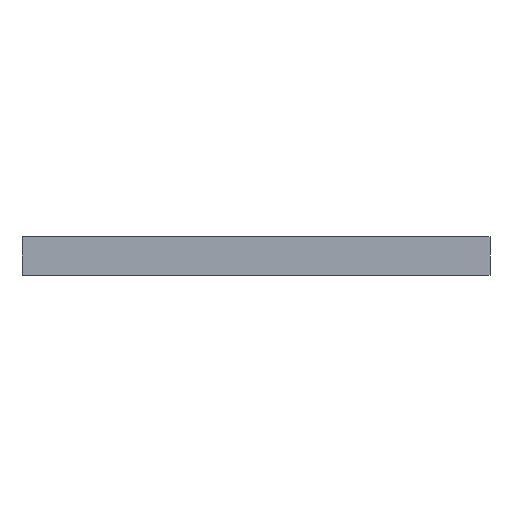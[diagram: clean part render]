
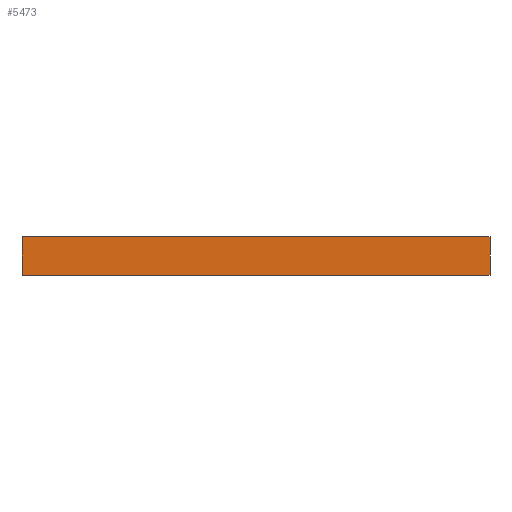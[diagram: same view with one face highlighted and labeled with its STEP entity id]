
A CAD part, front view. The second image highlights one B-rep face of the part: STEP entity #5473.
In plain terms, the highlighted planar face has unit normal (0, -1, 0).
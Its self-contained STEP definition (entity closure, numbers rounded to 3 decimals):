
#414=PLANE('',#5915);
#712=FACE_OUTER_BOUND('',#1044,.T.);
#1044=EDGE_LOOP('',(#5108,#5109,#5110,#5111));
#1574=LINE('',#8784,#2206);
#1622=LINE('',#8880,#2254);
#1688=LINE('',#9020,#2320);
#1689=LINE('',#9022,#2321);
#2206=VECTOR('',#7125,10.);
#2254=VECTOR('',#7247,10.);
#2320=VECTOR('',#7399,10.);
#2321=VECTOR('',#7402,10.);
#2782=VERTEX_POINT('',#8781);
#2783=VERTEX_POINT('',#8783);
#2794=VERTEX_POINT('',#8879);
#2824=VERTEX_POINT('',#9016);
#3475=EDGE_CURVE('',#2782,#2783,#1574,.T.);
#3523=EDGE_CURVE('',#2783,#2794,#1622,.T.);
#3589=EDGE_CURVE('',#2824,#2794,#1688,.T.);
#3590=EDGE_CURVE('',#2782,#2824,#1689,.T.);
#5108=ORIENTED_EDGE('',*,*,#3590,.T.);
#5109=ORIENTED_EDGE('',*,*,#3589,.T.);
#5110=ORIENTED_EDGE('',*,*,#3523,.F.);
#5111=ORIENTED_EDGE('',*,*,#3475,.F.);
#5473=ADVANCED_FACE('',(#712),#414,.T.);
#5915=AXIS2_PLACEMENT_3D('',#9021,#7400,#7401);
#7125=DIRECTION('',(0.,0.,1.));
#7247=DIRECTION('',(1.,0.,0.));
#7399=DIRECTION('',(0.,0.,1.));
#7400=DIRECTION('center_axis',(0.,-1.,0.));
#7401=DIRECTION('ref_axis',(1.,0.,0.));
#7402=DIRECTION('',(1.,0.,0.));
#8781=CARTESIAN_POINT('',(-85.,-36.021,0.));
#8783=CARTESIAN_POINT('',(-85.,-36.021,10.));
#8784=CARTESIAN_POINT('',(-85.,-36.021,0.));
#8879=CARTESIAN_POINT('',(35.,-36.021,10.));
#8880=CARTESIAN_POINT('',(-85.,-36.021,10.));
#9016=CARTESIAN_POINT('',(35.,-36.021,0.));
#9020=CARTESIAN_POINT('',(35.,-36.021,0.));
#9021=CARTESIAN_POINT('Origin',(-85.,-36.021,0.));
#9022=CARTESIAN_POINT('',(-85.,-36.021,0.));
